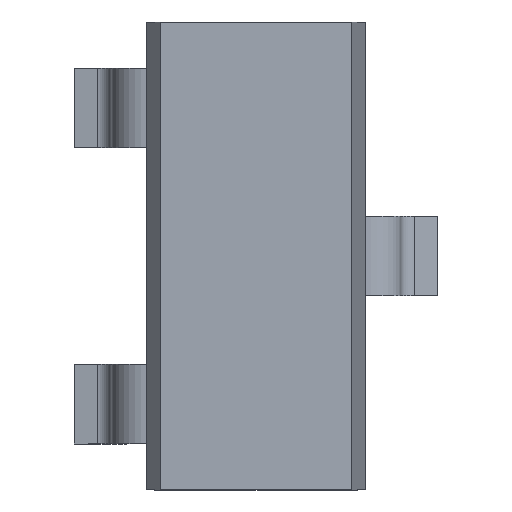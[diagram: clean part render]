
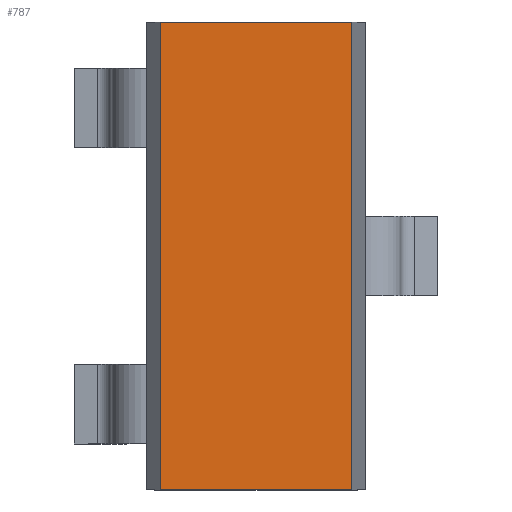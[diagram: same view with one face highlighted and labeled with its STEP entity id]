
A CAD part, top view. The second image highlights one B-rep face of the part: STEP entity #787.
In plain terms, the highlighted planar face has unit normal (0, 0, 1).
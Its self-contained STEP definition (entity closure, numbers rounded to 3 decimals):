
#63=FACE_OUTER_BOUND('',#109,.T.);
#109=EDGE_LOOP('',(#531,#532,#533,#534));
#158=LINE('',#1152,#248);
#160=LINE('',#1156,#250);
#161=LINE('',#1158,#251);
#162=LINE('',#1159,#252);
#248=VECTOR('',#917,3.);
#250=VECTOR('',#921,1.23);
#251=VECTOR('',#922,3.);
#252=VECTOR('',#923,1.23);
#337=VERTEX_POINT('',#1149);
#338=VERTEX_POINT('',#1151);
#339=VERTEX_POINT('',#1155);
#340=VERTEX_POINT('',#1157);
#414=EDGE_CURVE('',#338,#337,#158,.T.);
#416=EDGE_CURVE('',#337,#339,#160,.T.);
#417=EDGE_CURVE('',#340,#339,#161,.T.);
#418=EDGE_CURVE('',#340,#338,#162,.T.);
#531=ORIENTED_EDGE('',*,*,#416,.T.);
#532=ORIENTED_EDGE('',*,*,#417,.F.);
#533=ORIENTED_EDGE('',*,*,#418,.T.);
#534=ORIENTED_EDGE('',*,*,#414,.T.);
#753=PLANE('',#838);
#787=ADVANCED_FACE('',(#63),#753,.T.);
#838=AXIS2_PLACEMENT_3D('',#1154,#919,#920);
#917=DIRECTION('',(0.,-1.,0.));
#919=DIRECTION('center_axis',(0.,0.,1.));
#920=DIRECTION('ref_axis',(-1.,0.,0.));
#921=DIRECTION('',(1.,0.,0.));
#922=DIRECTION('',(0.,-1.,0.));
#923=DIRECTION('',(-1.,0.,0.));
#1149=CARTESIAN_POINT('',(-0.615,-1.5,1.1));
#1151=CARTESIAN_POINT('',(-0.615,1.5,1.1));
#1152=CARTESIAN_POINT('',(-0.615,1.5,1.1));
#1154=CARTESIAN_POINT('Origin',(-0.615,1.5,1.1));
#1155=CARTESIAN_POINT('',(0.615,-1.5,1.1));
#1156=CARTESIAN_POINT('',(0.615,-1.5,1.1));
#1157=CARTESIAN_POINT('',(0.615,1.5,1.1));
#1158=CARTESIAN_POINT('',(0.615,1.5,1.1));
#1159=CARTESIAN_POINT('',(0.615,1.5,1.1));
